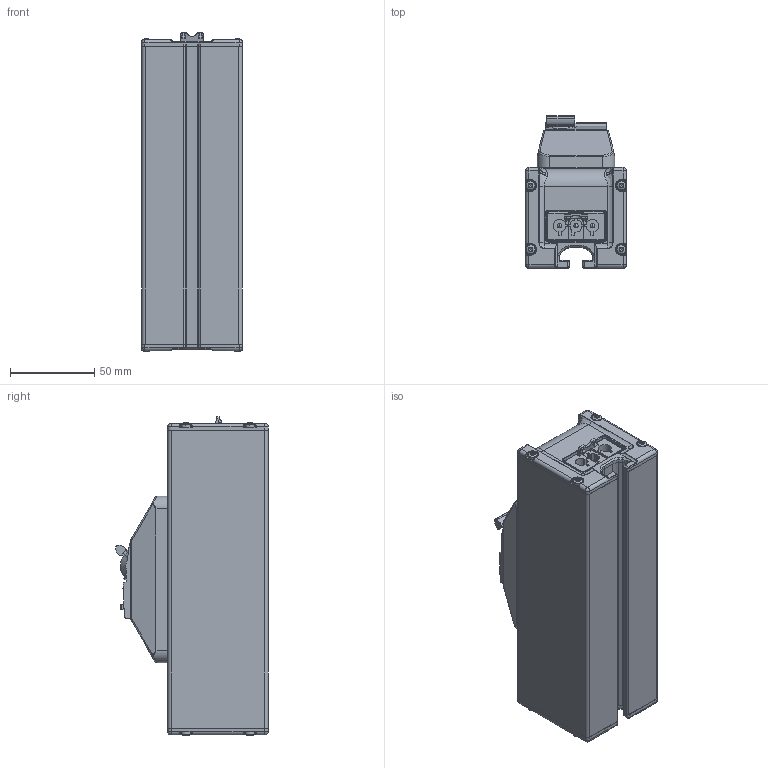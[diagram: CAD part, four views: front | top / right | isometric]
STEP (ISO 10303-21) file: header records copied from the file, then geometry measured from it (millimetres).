
FILE_DESCRIPTION(('STEP AP203'),'1');
FILE_NAME('ERGO00H2666.stp','2024-04-30T12:30:33',(' '),(' '),'Spatial InterOp 3D',' ',' ');
FILE_SCHEMA(('CONFIG_CONTROL_DESIGN'));
Length unit declared in the file: millimetre
Products named in the file (11): Module Disjoncteur différentiel 25A, 30mA, Lg185mm; Cache 1; Connecteur F3; Connecteur M3; Vis; Cache 4; Profilé; bloc différentiel; Cache 2; différentiel; Cache 3
Assembly tree (19 placements, depth 3):
  Module Disjoncteur différentiel 25A, 30mA, Lg185mm
    Cache 1  x2
    Connecteur F3
    Connecteur M3
    Vis  x8
    Cache 4  x2
    Profilé
    bloc différentiel
      Cache 2
      différentiel
      Cache 3
Bounding box: 60 x 90.69 x 189.67 mm (x, y, z)
Volume: 341602.4 mm3; surface area: 201233 mm2
Topology: 18 solids, 18 shells, 4135 faces, 10686 edges, 6458 vertices
Faces by surface type: plane 1462, cylinder 1005, bspline 849, cone 381, torus 328, sphere 110
Entity records: 104587 total; most frequent: CARTESIAN_POINT 40915, ORIENTED_EDGE 13870, DIRECTION 11286, EDGE_CURVE 6935, VERTEX_POINT 4357, LINE 3968, VECTOR 3968, AXIS2_PLACEMENT_3D 3659
